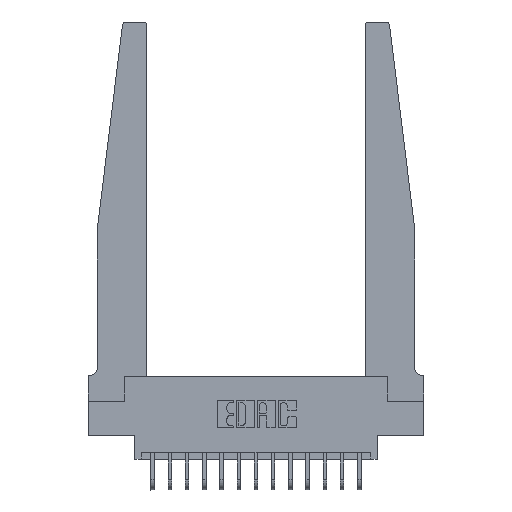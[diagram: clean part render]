
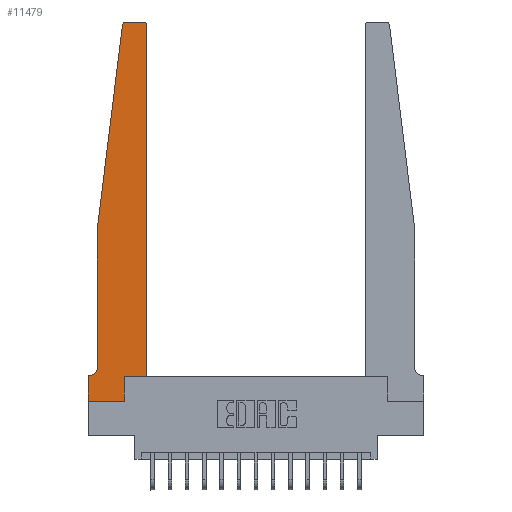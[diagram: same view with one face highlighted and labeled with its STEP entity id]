
A CAD part, top view. The second image highlights one B-rep face of the part: STEP entity #11479.
In plain terms, the highlighted planar face has unit normal (0, 0, 1).
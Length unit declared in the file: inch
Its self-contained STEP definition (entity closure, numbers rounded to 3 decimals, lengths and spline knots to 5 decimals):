
#76 = VERTEX_POINT ( 'NONE', #14752 ) ;
#262 = VERTEX_POINT ( 'NONE', #8887 ) ;
#385 = DIRECTION ( 'NONE',  ( 0., -1., 0. ) ) ;
#404 = LINE ( 'NONE', #14849, #13095 ) ;
#524 = CARTESIAN_POINT ( 'NONE',  ( 0.2605, 0.18, 0.37 ) ) ;
#590 = VERTEX_POINT ( 'NONE', #15877 ) ;
#813 = VECTOR ( 'NONE', #385, 39.37008 ) ;
#847 = ORIENTED_EDGE ( 'NONE', *, *, #15669, .T. ) ;
#854 = EDGE_CURVE ( 'NONE', #11525, #9690, #16351, .T. ) ;
#890 = AXIS2_PLACEMENT_3D ( 'NONE', #9196, #14562, #16060 ) ;
#1108 = DIRECTION ( 'NONE',  ( -1., 0., 0. ) ) ;
#1225 = CARTESIAN_POINT ( 'NONE',  ( 0., 0.1875, 0.37 ) ) ;
#2421 = VECTOR ( 'NONE', #18666, 39.37008 ) ;
#2603 = EDGE_CURVE ( 'NONE', #10339, #13027, #14266, .T. ) ;
#2762 = LINE ( 'NONE', #6946, #6227 ) ;
#2989 = CIRCLE ( 'NONE', #7968, 0.03 ) ;
#3095 = CARTESIAN_POINT ( 'NONE',  ( 0., 0., 0.37 ) ) ;
#3159 = CARTESIAN_POINT ( 'NONE',  ( 0.2605, 0.18, 0.37 ) ) ;
#3233 = ORIENTED_EDGE ( 'NONE', *, *, #12964, .T. ) ;
#3294 = LINE ( 'NONE', #8338, #6502 ) ;
#3356 = CARTESIAN_POINT ( 'NONE',  ( 0.065, 1.25, 0.37 ) ) ;
#3775 = CARTESIAN_POINT ( 'NONE',  ( 0.425, 0.18, 0.37 ) ) ;
#4349 = CARTESIAN_POINT ( 'NONE',  ( 0.015, 0.2375, 0.37 ) ) ;
#4491 = LINE ( 'NONE', #11945, #813 ) ;
#4887 = ORIENTED_EDGE ( 'NONE', *, *, #18035, .T. ) ;
#5247 = FACE_OUTER_BOUND ( 'NONE', #16671, .T. ) ;
#5407 = LINE ( 'NONE', #7191, #10751 ) ;
#5450 = CARTESIAN_POINT ( 'NONE',  ( 0.425, 0.18, 0.37 ) ) ;
#5472 = EDGE_CURVE ( 'NONE', #6925, #262, #2989, .T. ) ;
#5589 = CARTESIAN_POINT ( 'NONE',  ( 0.2605, 0., 0.37 ) ) ;
#5644 = ORIENTED_EDGE ( 'NONE', *, *, #10419, .T. ) ;
#5679 = VERTEX_POINT ( 'NONE', #3356 ) ;
#6227 = VECTOR ( 'NONE', #15890, 39.37008 ) ;
#6463 = LINE ( 'NONE', #13152, #11553 ) ;
#6467 = ORIENTED_EDGE ( 'NONE', *, *, #854, .T. ) ;
#6502 = VECTOR ( 'NONE', #1108, 39.37008 ) ;
#6913 = DIRECTION ( 'NONE',  ( 1., 0., 0. ) ) ;
#6925 = VERTEX_POINT ( 'NONE', #7300 ) ;
#6946 = CARTESIAN_POINT ( 'NONE',  ( 0., 0., 0.37 ) ) ;
#6985 = DIRECTION ( 'NONE',  ( 0., 0., 1. ) ) ;
#7179 = CARTESIAN_POINT ( 'NONE',  ( 0.24675, 2.72367, 0.37 ) ) ;
#7182 = DIRECTION ( 'NONE',  ( 0., 0., 1. ) ) ;
#7191 = CARTESIAN_POINT ( 'NONE',  ( 0.065, 1.25, 0.37 ) ) ;
#7300 = CARTESIAN_POINT ( 'NONE',  ( 0.425, 2.72, 0.37 ) ) ;
#7344 = DIRECTION ( 'NONE',  ( -1., 0., 0. ) ) ;
#7346 = VECTOR ( 'NONE', #8066, 39.37008 ) ;
#7576 = VERTEX_POINT ( 'NONE', #3095 ) ;
#7717 = EDGE_CURVE ( 'NONE', #9690, #5679, #5407, .T. ) ;
#7968 = AXIS2_PLACEMENT_3D ( 'NONE', #14313, #6985, #6913 ) ;
#8066 = DIRECTION ( 'NONE',  ( 0., 1., 0. ) ) ;
#8110 = ORIENTED_EDGE ( 'NONE', *, *, #7717, .T. ) ;
#8147 = ORIENTED_EDGE ( 'NONE', *, *, #5472, .T. ) ;
#8338 = CARTESIAN_POINT ( 'NONE',  ( 0.25, 2.75, 0.37 ) ) ;
#8806 = DIRECTION ( 'NONE',  ( -1., 0., 0. ) ) ;
#8855 = CARTESIAN_POINT ( 'NONE',  ( 0., 0.1875, 0.37 ) ) ;
#8887 = CARTESIAN_POINT ( 'NONE',  ( 0.395, 2.75, 0.37 ) ) ;
#9188 = ORIENTED_EDGE ( 'NONE', *, *, #10848, .T. ) ;
#9196 = CARTESIAN_POINT ( 'NONE',  ( 0.27653, 2.72, 0.37 ) ) ;
#9690 = VERTEX_POINT ( 'NONE', #7179 ) ;
#9934 = ORIENTED_EDGE ( 'NONE', *, *, #11416, .T. ) ;
#10095 = AXIS2_PLACEMENT_3D ( 'NONE', #4349, #14762, #8806 ) ;
#10289 = ORIENTED_EDGE ( 'NONE', *, *, #16804, .T. ) ;
#10339 = VERTEX_POINT ( 'NONE', #5589 ) ;
#10419 = EDGE_CURVE ( 'NONE', #76, #11975, #6463, .T. ) ;
#10751 = VECTOR ( 'NONE', #14269, 39.37008 ) ;
#10848 = EDGE_CURVE ( 'NONE', #11975, #7576, #2762, .T. ) ;
#11416 = EDGE_CURVE ( 'NONE', #14144, #76, #14929, .T. ) ;
#11479 = ADVANCED_FACE ( 'NONE', ( #5247 ), #15990, .T. ) ;
#11525 = VERTEX_POINT ( 'NONE', #13438 ) ;
#11553 = VECTOR ( 'NONE', #7344, 39.37008 ) ;
#11694 = CARTESIAN_POINT ( 'NONE',  ( 0.065, 0.2375, 0.37 ) ) ;
#11927 = DIRECTION ( 'NONE',  ( 1., 0., 0. ) ) ;
#11945 = CARTESIAN_POINT ( 'NONE',  ( 0.065, 1.25, 0.37 ) ) ;
#11975 = VERTEX_POINT ( 'NONE', #1225 ) ;
#12059 = AXIS2_PLACEMENT_3D ( 'NONE', #8855, #7182, #17753 ) ;
#12596 = DIRECTION ( 'NONE',  ( 0., 1., 0. ) ) ;
#12964 = EDGE_CURVE ( 'NONE', #7576, #10339, #404, .T. ) ;
#13027 = VERTEX_POINT ( 'NONE', #3159 ) ;
#13095 = VECTOR ( 'NONE', #11927, 39.37008 ) ;
#13152 = CARTESIAN_POINT ( 'NONE',  ( 0.065, 0.1875, 0.37 ) ) ;
#13438 = CARTESIAN_POINT ( 'NONE',  ( 0.27653, 2.75, 0.37 ) ) ;
#14144 = VERTEX_POINT ( 'NONE', #11694 ) ;
#14244 = EDGE_CURVE ( 'NONE', #5679, #14144, #4491, .T. ) ;
#14266 = LINE ( 'NONE', #524, #7346 ) ;
#14269 = DIRECTION ( 'NONE',  ( -0.122, -0.992, 0. ) ) ;
#14313 = CARTESIAN_POINT ( 'NONE',  ( 0.395, 2.72, 0.37 ) ) ;
#14562 = DIRECTION ( 'NONE',  ( 0., 0., 1. ) ) ;
#14752 = CARTESIAN_POINT ( 'NONE',  ( 0.015, 0.1875, 0.37 ) ) ;
#14762 = DIRECTION ( 'NONE',  ( 0., 0., -1. ) ) ;
#14849 = CARTESIAN_POINT ( 'NONE',  ( 0., 0., 0.37 ) ) ;
#14929 = CIRCLE ( 'NONE', #10095, 0.05 ) ;
#15547 = LINE ( 'NONE', #5450, #2421 ) ;
#15669 = EDGE_CURVE ( 'NONE', #262, #11525, #3294, .T. ) ;
#15877 = CARTESIAN_POINT ( 'NONE',  ( 0.425, 0.18, 0.37 ) ) ;
#15890 = DIRECTION ( 'NONE',  ( 0., -1., 0. ) ) ;
#15990 = PLANE ( 'NONE',  #12059 ) ;
#15995 = ORIENTED_EDGE ( 'NONE', *, *, #2603, .T. ) ;
#16060 = DIRECTION ( 'NONE',  ( 1., 0., 0. ) ) ;
#16351 = CIRCLE ( 'NONE', #890, 0.03 ) ;
#16671 = EDGE_LOOP ( 'NONE', ( #847, #6467, #8110, #18640, #9934, #5644, #9188, #3233, #15995, #4887, #10289, #8147 ) ) ;
#16804 = EDGE_CURVE ( 'NONE', #590, #6925, #17237, .T. ) ;
#17237 = LINE ( 'NONE', #3775, #17740 ) ;
#17740 = VECTOR ( 'NONE', #12596, 39.37008 ) ;
#17753 = DIRECTION ( 'NONE',  ( 1., 0., 0. ) ) ;
#18035 = EDGE_CURVE ( 'NONE', #13027, #590, #15547, .T. ) ;
#18640 = ORIENTED_EDGE ( 'NONE', *, *, #14244, .T. ) ;
#18666 = DIRECTION ( 'NONE',  ( 1., 0., 0. ) ) ;
